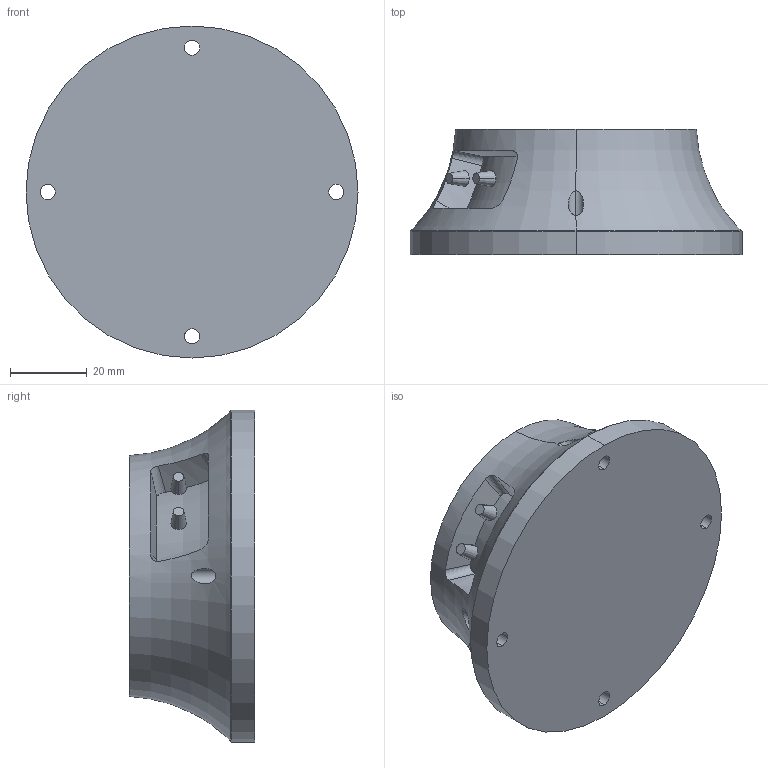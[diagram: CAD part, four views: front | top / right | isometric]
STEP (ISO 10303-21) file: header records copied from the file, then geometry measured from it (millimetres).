
FILE_DESCRIPTION (( 'STEP AP203' ), '1' );
FILE_NAME ('p1_Default_sldprt.STEP', '2024-01-07T19:18:45', ( '' ), ( '' ), 'SwSTEP 2.0', 'SolidWorks 2021', '' );
FILE_SCHEMA (( 'CONFIG_CONTROL_DESIGN' ));
Length unit declared in the file: millimetre
Products named in the file (1): p1_Default_sldprt
Bounding box: 86.28 x 32.55 x 86.28 mm (x, y, z)
Volume: 134948.2 mm3; surface area: 18536.1 mm2
Topology: 3 solids, 3 shells, 34 faces, 90 edges, 62 vertices
Faces by surface type: cylinder 10, cone 8, plane 6, bspline 6, torus 4
Entity records: 1874 total; most frequent: CARTESIAN_POINT 994, ORIENTED_EDGE 180, DIRECTION 142, EDGE_CURVE 90, AXIS2_PLACEMENT_3D 63, VERTEX_POINT 62, EDGE_LOOP 42, B_SPLINE_CURVE_WITH_KNOTS 40
